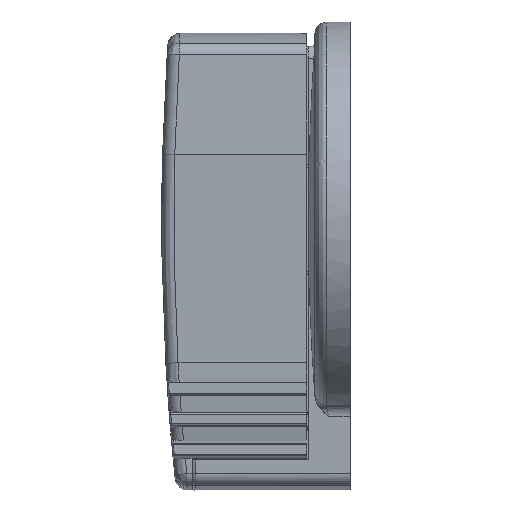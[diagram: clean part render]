
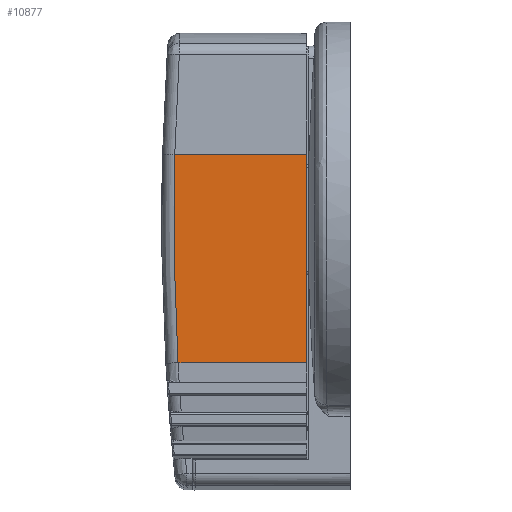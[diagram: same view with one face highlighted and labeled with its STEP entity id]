
A CAD part, left-side view. The second image highlights one B-rep face of the part: STEP entity #10877.
In plain terms, the highlighted free-form (B-spline) face has degree [1, 1] with [2, 2] control points.
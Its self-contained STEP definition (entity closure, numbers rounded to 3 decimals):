
#10801=CARTESIAN_POINT('V431',(-0.2,84.894,
   1.9));
#10802=VERTEX_POINT('V431',#10801);
#10812=CARTESIAN_POINT('V441',(-0.2,76.2,
   1.9));
#10813=VERTEX_POINT('V441',#10812);
#10814=CARTESIAN_POINT('E666',(-0.2,76.2,
   1.9));
#10815=CARTESIAN_POINT('E666',(-0.2,84.894,
   1.9));
#10816=B_SPLINE_CURVE_WITH_KNOTS('E666',1,(#10814,#10815),
   .POLYLINE_FORM.,.F.,.U.,(2,2),(0.072,
   1.015),.UNSPECIFIED.);
#10817=EDGE_CURVE('E666',#10813,#10802,#10816,.T.);
#10842=CARTESIAN_POINT('F221',(-0.2,76.1,
   13.29));
#10843=CARTESIAN_POINT('F221',(-0.2,85.893,
   13.29));
#10844=CARTESIAN_POINT('F221',(-0.2,76.1,
   -21.89));
#10845=CARTESIAN_POINT('F221',(-0.2,85.893,
   -21.89));
#10846=B_SPLINE_SURFACE_WITH_KNOTS('F221',1,1,((#10842,#10844),(
   #10843,#10845)),.PLANE_SURF.,.F.,.F.,.U.,(2,2),(2,2),(0.0,1.0),
   (0.0,3.592),.UNSPECIFIED.);
#10847=CARTESIAN_POINT('V429',(-0.2,84.681,
   -11.8));
#10848=VERTEX_POINT('V429',#10847);
#10849=CARTESIAN_POINT('E644',(-0.2,84.894,
   1.9));
#10850=CARTESIAN_POINT('E644',(-0.2,85.073,
   -4.954));
#10851=CARTESIAN_POINT('E644',(-0.2,84.681,
   -11.8));
#10859=(BOUNDED_CURVE()B_SPLINE_CURVE(2,(#10849,#10850,#10851),
   .CIRCULAR_ARC.,.F.,.U.)B_SPLINE_CURVE_WITH_KNOTS((3,3),(2.0,
   12.907),.UNSPECIFIED.)CURVE()
   GEOMETRIC_REPRESENTATION_ITEM()RATIONAL_B_SPLINE_CURVE((1.0,
   0.999,1.0))REPRESENTATION_ITEM('E644'));
#10860=EDGE_CURVE('E644',#10802,#10848,#10859,.T.);
#10861=ORIENTED_EDGE('E644',*,*,#10860,.T.);
#10862=CARTESIAN_POINT('V440',(-0.2,76.2,
   -11.8));
#10863=VERTEX_POINT('V440',#10862);
#10864=CARTESIAN_POINT('E664',(-0.2,84.681,
   -11.8));
#10865=CARTESIAN_POINT('E664',(-0.2,76.2,
   -11.8));
#10866=B_SPLINE_CURVE_WITH_KNOTS('E664',1,(#10864,#10865),
   .POLYLINE_FORM.,.F.,.U.,(2,2),(0.615,
   7.12),.UNSPECIFIED.);
#10867=EDGE_CURVE('E664',#10848,#10863,#10866,.T.);
#10868=ORIENTED_EDGE('E664',*,*,#10867,.T.);
#10869=CARTESIAN_POINT('E665',(-0.2,76.2,
   1.9));
#10870=CARTESIAN_POINT('E665',(-0.2,76.2,
   -11.8));
#10871=B_SPLINE_CURVE_WITH_KNOTS('E665',1,(#10869,#10870),
   .POLYLINE_FORM.,.F.,.U.,(2,2),(0.258,
   0.718),.UNSPECIFIED.);
#10872=EDGE_CURVE('E665',#10813,#10863,#10871,.T.);
#10873=ORIENTED_EDGE('E665',*,*,#10872,.F.);
#10874=ORIENTED_EDGE('E666',*,*,#10817,.T.);
#10875=EDGE_LOOP('F221',(#10861,#10868,#10873,#10874));
#10876=FACE_OUTER_BOUND('F221',#10875,.T.);
#10877=ADVANCED_FACE('F221',(#10876),#10846,.T.);
